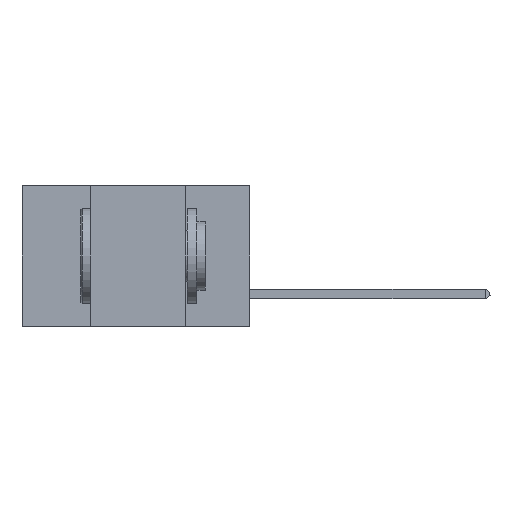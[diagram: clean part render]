
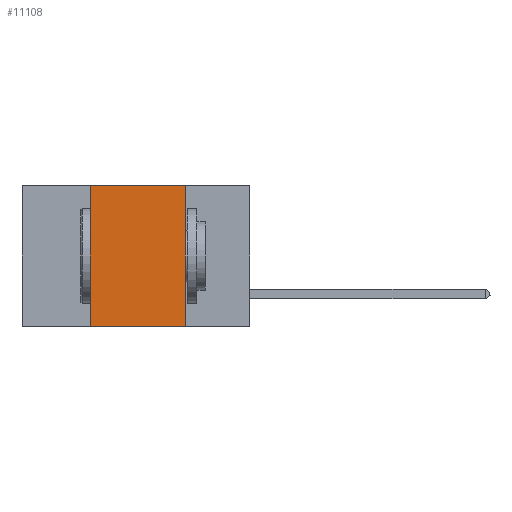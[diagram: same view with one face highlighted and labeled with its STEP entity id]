
A CAD part, left-side view. The second image highlights one B-rep face of the part: STEP entity #11108.
In plain terms, the highlighted planar face has unit normal (-1, 0, 0).
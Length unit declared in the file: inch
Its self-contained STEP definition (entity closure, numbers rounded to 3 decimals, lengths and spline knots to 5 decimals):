
#913 = CARTESIAN_POINT ( 'NONE',  ( 0., 0.6, 0. ) ) ;
#2156 = ORIENTED_EDGE ( 'NONE', *, *, #9604, .F. ) ;
#3323 = ORIENTED_EDGE ( 'NONE', *, *, #19056, .F. ) ;
#5112 = ORIENTED_EDGE ( 'NONE', *, *, #8631, .T. ) ;
#7456 = LINE ( 'NONE', #14963, #20338 ) ;
#8100 = CARTESIAN_POINT ( 'NONE',  ( 0., 0.42, 0. ) ) ;
#8230 = VECTOR ( 'NONE', #13378, 39.37008 ) ;
#8451 = AXIS2_PLACEMENT_3D ( 'NONE', #17302, #17151, #11960 ) ;
#8627 = VECTOR ( 'NONE', #22114, 39.37008 ) ;
#8631 = EDGE_CURVE ( 'NONE', #12745, #9637, #19413, .T. ) ;
#9604 = EDGE_CURVE ( 'NONE', #11032, #9637, #16296, .T. ) ;
#9637 = VERTEX_POINT ( 'NONE', #16905 ) ;
#9762 = CARTESIAN_POINT ( 'NONE',  ( 0., 0.17, 0. ) ) ;
#9794 = FACE_OUTER_BOUND ( 'NONE', #21799, .T. ) ;
#11017 = VECTOR ( 'NONE', #21092, 39.37008 ) ;
#11032 = VERTEX_POINT ( 'NONE', #20642 ) ;
#11108 = ADVANCED_FACE ( 'NONE', ( #9794 ), #17464, .F. ) ;
#11960 = DIRECTION ( 'NONE',  ( 0., 0., -1. ) ) ;
#12745 = VERTEX_POINT ( 'NONE', #16981 ) ;
#13378 = DIRECTION ( 'NONE',  ( 0., 0., -1. ) ) ;
#13387 = LINE ( 'NONE', #913, #8627 ) ;
#14730 = ORIENTED_EDGE ( 'NONE', *, *, #19041, .F. ) ;
#14963 = CARTESIAN_POINT ( 'NONE',  ( 0., 0.42, 0. ) ) ;
#16296 = LINE ( 'NONE', #9762, #8230 ) ;
#16805 = DIRECTION ( 'NONE',  ( 0., 0., 1. ) ) ;
#16905 = CARTESIAN_POINT ( 'NONE',  ( 0., 0.17, -0.37 ) ) ;
#16981 = CARTESIAN_POINT ( 'NONE',  ( 0., 0.42, -0.37 ) ) ;
#17151 = DIRECTION ( 'NONE',  ( 1., 0., 0. ) ) ;
#17302 = CARTESIAN_POINT ( 'NONE',  ( 0., 0.6, 0. ) ) ;
#17464 = PLANE ( 'NONE',  #8451 ) ;
#19041 = EDGE_CURVE ( 'NONE', #23026, #11032, #13387, .T. ) ;
#19056 = EDGE_CURVE ( 'NONE', #12745, #23026, #7456, .T. ) ;
#19413 = LINE ( 'NONE', #20841, #11017 ) ;
#20338 = VECTOR ( 'NONE', #16805, 39.37008 ) ;
#20642 = CARTESIAN_POINT ( 'NONE',  ( 0., 0.17, 0. ) ) ;
#20841 = CARTESIAN_POINT ( 'NONE',  ( 0., 0.6, -0.37 ) ) ;
#21092 = DIRECTION ( 'NONE',  ( 0., -1., 0. ) ) ;
#21799 = EDGE_LOOP ( 'NONE', ( #2156, #14730, #3323, #5112 ) ) ;
#22114 = DIRECTION ( 'NONE',  ( 0., -1., 0. ) ) ;
#23026 = VERTEX_POINT ( 'NONE', #8100 ) ;
